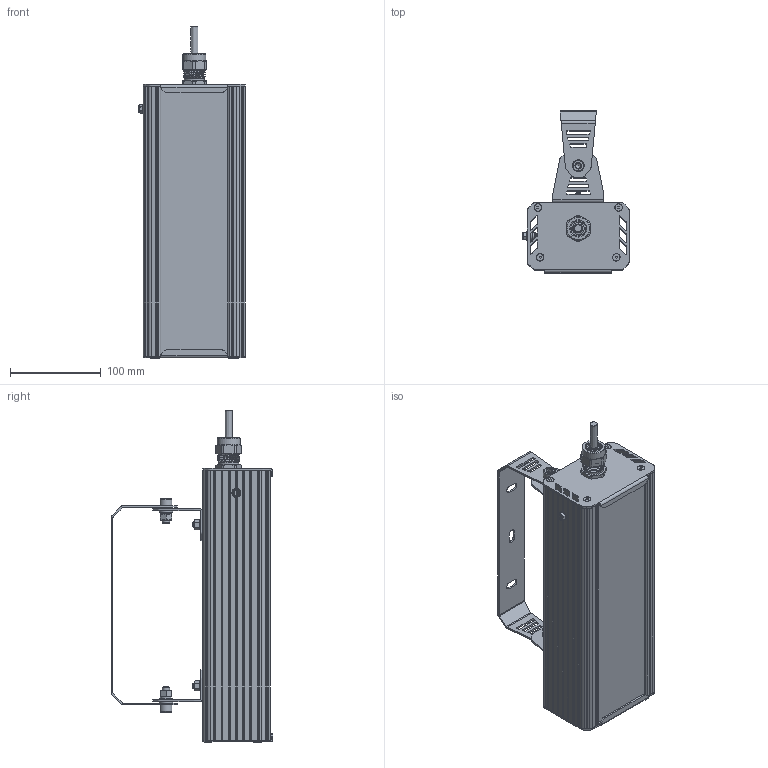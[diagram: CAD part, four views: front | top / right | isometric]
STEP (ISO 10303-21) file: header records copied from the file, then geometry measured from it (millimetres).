
FILE_DESCRIPTION(('STEP AP214'), '1');
FILE_NAME('001.0102.03.000 - ÃÑÏ-Ïðèìà-1Åõ-10', '', ('UNSPECIFIED'), ('UNSPECIFIED'), 'C3D Converter', 'C3D Toolkit', '');
FILE_SCHEMA(('AUTOMOTIVE_DESIGN { 1 0 10303 214 3 1 1}'));
Length unit declared in the file: millimetre
Products named in the file (43): 001.0102.03.000
Assembly tree (62 placements, depth 4):
  001.0102.03.000
    (unnamed)
      (unnamed)  x4
      (unnamed)  x4
      (unnamed)
      (unnamed)
      (unnamed)
      (unnamed)
      (unnamed)
      (unnamed)
      (unnamed)
      (unnamed)
      (unnamed)
        (unnamed)
      (unnamed)
      (unnamed)
      (unnamed)
        (unnamed)  x13
        (unnamed)
        (unnamed)
        (unnamed)
        (unnamed)
        (unnamed)
        (unnamed)
        (unnamed)
    (unnamed)
      (unnamed)
      (unnamed)
      (unnamed)  x2
      (unnamed)
      (unnamed)
      (unnamed)
      (unnamed)
      (unnamed)
      (unnamed)
      (unnamed)
      (unnamed)
      (unnamed)  x2
      (unnamed)
      (unnamed)
      (unnamed)
      (unnamed)
      (unnamed)
Bounding box: 117.15 x 178.44 x 366.5 mm (x, y, z)
Volume: 613147.4 mm3; surface area: 525205.4 mm2
Topology: 70 solids, 70 shells, 1430 faces, 3745 edges, 2488 vertices
Faces by surface type: plane 862, cylinder 470, cone 77, bspline 15, torus 6
Full cylindrical faces by diameter (mm): 2 x2, 2.5 x4, 2.8 x25, 3.5 x5, 4 x9, 4.917 x2, 5 x3, 6 x5, 6.6 x2, 6.647 x2, 7 x2, 8 x10, 8.5 x4, 9 x4, 10 x1, 11 x2, 12.5 x1, 13 x3, 15 x4, 16 x1, 17 x1, 18 x1, 18.5 x1, 19 x1, 20 x1, 21.5 x1, 22 x2, 25.5 x1
Entity records: 77119 total; most frequent: CARTESIAN_POINT 35950, DIRECTION 7778, ORIENTED_EDGE 6748, EDGE_CURVE 3374, AXIS2_PLACEMENT_3D 2817, VERTEX_POINT 2322, LINE 2144, VECTOR 2144
